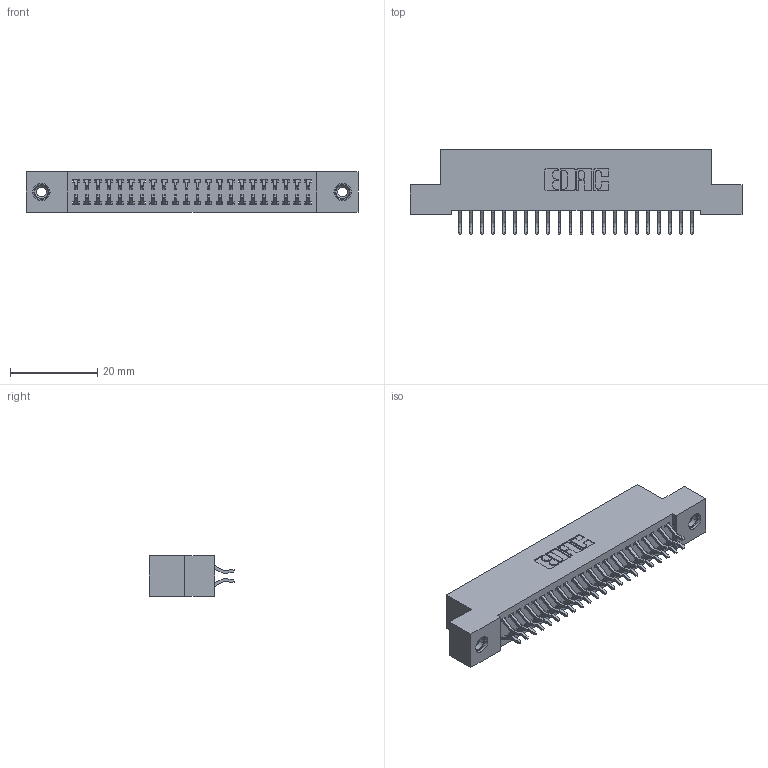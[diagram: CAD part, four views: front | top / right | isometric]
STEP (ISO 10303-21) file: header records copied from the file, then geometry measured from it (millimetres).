
FILE_DESCRIPTION (( 'STEP AP203' ), '1' );
FILE_NAME ('342-044-556-208.STEP', '2018-08-12T14:56:20', ( '' ), ( '' ), 'SwSTEP 2.0', 'SolidWorks 2016', '' );
FILE_SCHEMA (( 'CONFIG_CONTROL_DESIGN' ));
Length unit declared in the file: inch
Products named in the file (4): 342 Part_TI; 345-292-001_556 Tail; 345-250-001_345-250-003-102; 342-044-556-208
Assembly tree (47 placements, depth 2):
  342-044-556-208
    342 Part_TI
    345-292-001_556 Tail  x44
    345-250-001_345-250-003-102  x2
Bounding box: 76.2 x 19.58 x 9.4 mm (x, y, z)
Volume: 6745.1 mm3; surface area: 10454.1 mm2
Topology: 47 solids, 47 shells, 2722 faces, 8047 edges, 5298 vertices
Faces by surface type: plane 1858, cylinder 848, cone 12, torus 4
Entity records: 18014 total; most frequent: CARTESIAN_POINT 3005, ORIENTED_EDGE 2922, DIRECTION 2623, EDGE_CURVE 1461, LINE 1305, VECTOR 1305, VERTEX_POINT 968, AXIS2_PLACEMENT_3D 659
